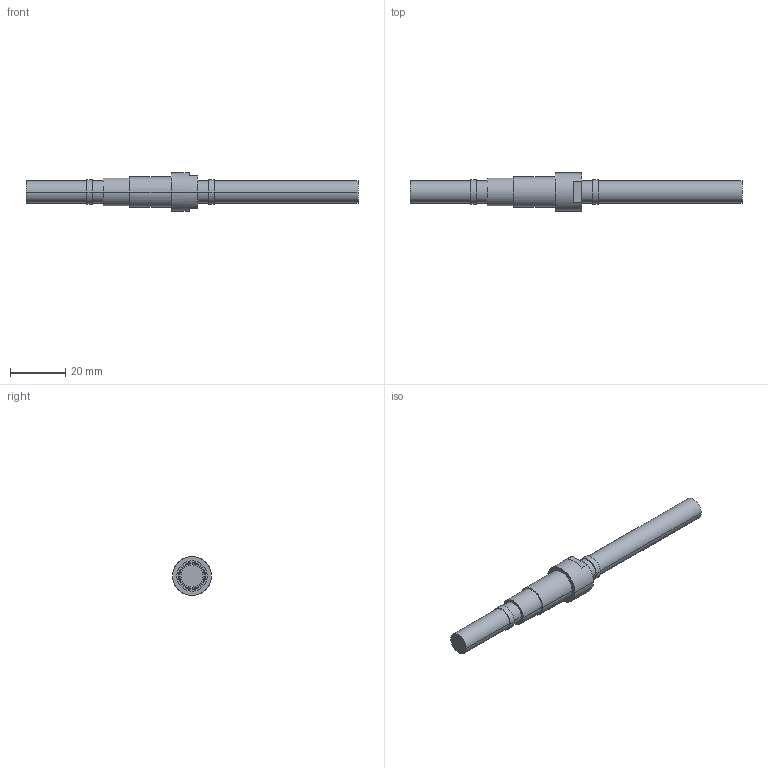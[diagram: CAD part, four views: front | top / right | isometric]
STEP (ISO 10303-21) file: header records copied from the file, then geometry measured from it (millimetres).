
FILE_DESCRIPTION(/* description */ ('VariCAD 2019-3.01 AP-214'),/* implementation_level */ '2;1');
FILE_NAME(/* name */ 'shaft_thread_v2.stp',/* time_stamp */ '2019-07-21T20:55:31-05:00',/* author */ (''),/* organization */ (''),/* preprocessor_version */ 'VariCAD 2019-3.01',/* originating_system */ 'VariCAD 2019-3.01; kernel version (20180118)',/* authorisation */ '');
FILE_SCHEMA(('AUTOMOTIVE_DESIGN'));
Length unit declared in the file: millimetre
Products named in the file (2): shaft_thread_v2
Assembly tree (1 placements, depth 2):
  shaft_thread_v2
    (unnamed)
Bounding box: 120 x 14 x 14 mm (x, y, z)
Volume: 7967.5 mm3; surface area: 3754.4 mm2
Topology: 1 solids, 1 shells, 33 faces, 68 edges, 46 vertices
Faces by surface type: cylinder 18, plane 15
Entity records: 954 total; most frequent: DIRECTION 184, CARTESIAN_POINT 151, ORIENTED_EDGE 136, AXIS2_PLACEMENT_3D 79, EDGE_CURVE 68, VERTEX_POINT 46, EDGE_LOOP 42, CIRCLE 42
